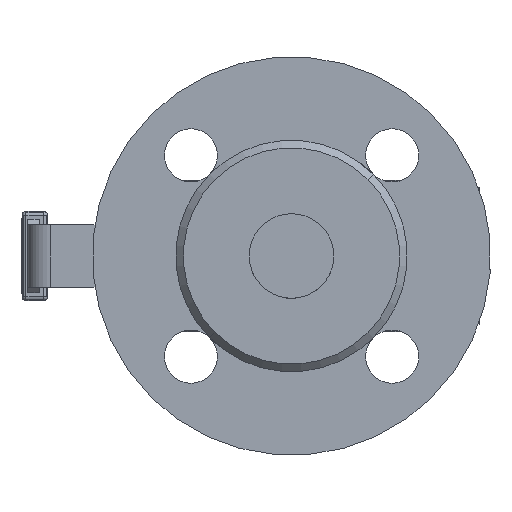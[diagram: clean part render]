
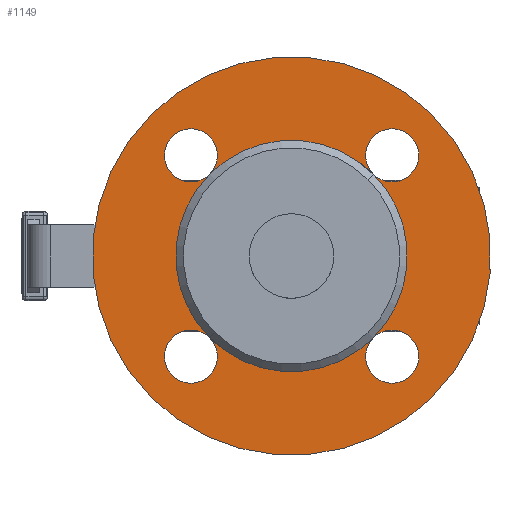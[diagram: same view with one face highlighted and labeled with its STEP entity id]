
A CAD part, left-side view. The second image highlights one B-rep face of the part: STEP entity #1149.
In plain terms, the highlighted planar face has unit normal (-1, 0, 0).
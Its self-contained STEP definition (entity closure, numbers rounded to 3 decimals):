
#1149=ADVANCED_FACE('',(#2331,#2332),#2333,.T.);
#2331=FACE_OUTER_BOUND('',#3596,.T.);
#2332=FACE_BOUND('',#3597,.T.);
#2333=PLANE('',#3598);
#3596=EDGE_LOOP('',(#6953,#6954));
#3597=EDGE_LOOP('',(#6955,#6956,#6957,#6958,#6959,#6960,#6961,#6962,#6963,#6964,#6965,#6966,#6967,#6968));
#3598=AXIS2_PLACEMENT_3D('',#6969,#6970,#6971);
#6953=ORIENTED_EDGE('',*,*,#7090,.F.);
#6954=ORIENTED_EDGE('',*,*,#8338,.F.);
#6955=ORIENTED_EDGE('',*,*,#7087,.T.);
#6956=ORIENTED_EDGE('',*,*,#8335,.T.);
#6957=ORIENTED_EDGE('',*,*,#7095,.T.);
#6958=ORIENTED_EDGE('',*,*,#8336,.T.);
#6959=ORIENTED_EDGE('',*,*,#7086,.T.);
#6960=ORIENTED_EDGE('',*,*,#7100,.T.);
#6961=ORIENTED_EDGE('',*,*,#8333,.T.);
#6962=ORIENTED_EDGE('',*,*,#8340,.T.);
#6963=ORIENTED_EDGE('',*,*,#7105,.T.);
#6964=ORIENTED_EDGE('',*,*,#8331,.T.);
#6965=ORIENTED_EDGE('',*,*,#7106,.T.);
#6966=ORIENTED_EDGE('',*,*,#8341,.T.);
#6967=ORIENTED_EDGE('',*,*,#8329,.T.);
#6968=ORIENTED_EDGE('',*,*,#7111,.T.);
#6969=CARTESIAN_POINT('',(-80.,29.345,-29.345));
#6970=DIRECTION('',(-1.0,0.,0.));
#6971=DIRECTION('',(0.,1.0,0.0));
#7086=EDGE_CURVE('',#8471,#8469,#8472,.T.);
#7087=EDGE_CURVE('',#8465,#8471,#8473,.T.);
#7090=EDGE_CURVE('',#8475,#8478,#8479,.T.);
#7095=EDGE_CURVE('',#8487,#8484,#8488,.T.);
#7100=EDGE_CURVE('',#8469,#8493,#8496,.T.);
#7105=EDGE_CURVE('',#8504,#8501,#8505,.T.);
#7106=EDGE_CURVE('',#8506,#8504,#8507,.T.);
#7111=EDGE_CURVE('',#8514,#8465,#8515,.T.);
#8329=EDGE_CURVE('',#8465,#8514,#10313,.T.);
#8331=EDGE_CURVE('',#8501,#8506,#10315,.T.);
#8333=EDGE_CURVE('',#8493,#8469,#10317,.T.);
#8335=EDGE_CURVE('',#8471,#8487,#10319,.T.);
#8336=EDGE_CURVE('',#8484,#8471,#10320,.T.);
#8338=EDGE_CURVE('',#8478,#8475,#10322,.T.);
#8340=EDGE_CURVE('',#8469,#8504,#10324,.T.);
#8341=EDGE_CURVE('',#8504,#8465,#10325,.T.);
#8465=VERTEX_POINT('',#10641);
#8469=VERTEX_POINT('',#10646);
#8471=VERTEX_POINT('',#10649);
#8472=CIRCLE('',#10650,30.5);
#8473=CIRCLE('',#10651,30.5);
#8475=VERTEX_POINT('',#10653);
#8478=VERTEX_POINT('',#10657);
#8479=CIRCLE('',#10658,52.5);
#8484=VERTEX_POINT('',#10664);
#8487=VERTEX_POINT('',#10668);
#8488=CIRCLE('',#10669,7.0);
#8493=VERTEX_POINT('',#10675);
#8496=CIRCLE('',#10679,7.0);
#8501=VERTEX_POINT('',#10685);
#8504=VERTEX_POINT('',#10689);
#8505=CIRCLE('',#10690,7.0);
#8506=VERTEX_POINT('',#10691);
#8507=CIRCLE('',#10692,7.0);
#8514=VERTEX_POINT('',#10701);
#8515=CIRCLE('',#10702,7.0);
#10313=CIRCLE('',#13602,7.0);
#10315=CIRCLE('',#13604,7.0);
#10317=CIRCLE('',#13606,7.0);
#10319=CIRCLE('',#13608,7.0);
#10320=CIRCLE('',#13609,7.0);
#10322=CIRCLE('',#13611,52.5);
#10324=CIRCLE('',#13613,30.5);
#10325=CIRCLE('',#13614,30.5);
#10641=CARTESIAN_POINT('',(-80.,21.567,-21.567));
#10646=CARTESIAN_POINT('',(-80.,-21.567,21.567));
#10649=CARTESIAN_POINT('',(-80.,21.567,21.567));
#10650=AXIS2_PLACEMENT_3D('',#13734,#13735,#13736);
#10651=AXIS2_PLACEMENT_3D('',#13737,#13738,#13739);
#10653=CARTESIAN_POINT('',(-80.0,37.123,-37.123));
#10657=CARTESIAN_POINT('',(-80.,-37.123,37.123));
#10658=AXIS2_PLACEMENT_3D('',#13741,#13742,#13743);
#10664=CARTESIAN_POINT('',(-80.,21.567,31.466));
#10668=CARTESIAN_POINT('',(-80.,31.466,21.567));
#10669=AXIS2_PLACEMENT_3D('',#13749,#13750,#13751);
#10675=CARTESIAN_POINT('',(-80.,-31.466,31.466));
#10679=AXIS2_PLACEMENT_3D('',#13757,#13758,#13759);
#10685=CARTESIAN_POINT('',(-80.,-31.466,-21.567));
#10689=CARTESIAN_POINT('',(-80.,-21.567,-21.567));
#10690=AXIS2_PLACEMENT_3D('',#13765,#13766,#13767);
#10691=CARTESIAN_POINT('',(-80.,-21.567,-31.466));
#10692=AXIS2_PLACEMENT_3D('',#13768,#13769,#13770);
#10701=CARTESIAN_POINT('',(-80.,31.466,-31.466));
#10702=AXIS2_PLACEMENT_3D('',#13776,#13777,#13778);
#13602=AXIS2_PLACEMENT_3D('',#15008,#15009,#15010);
#13604=AXIS2_PLACEMENT_3D('',#15011,#15012,#15013);
#13606=AXIS2_PLACEMENT_3D('',#15014,#15015,#15016);
#13608=AXIS2_PLACEMENT_3D('',#15017,#15018,#15019);
#13609=AXIS2_PLACEMENT_3D('',#15020,#15021,#15022);
#13611=AXIS2_PLACEMENT_3D('',#15023,#15024,#15025);
#13613=AXIS2_PLACEMENT_3D('',#15026,#15027,#15028);
#13614=AXIS2_PLACEMENT_3D('',#15029,#15030,#15031);
#13734=CARTESIAN_POINT('',(-80.,0.,0.));
#13735=DIRECTION('',(1.0,0.,0.));
#13736=DIRECTION('',(0.,0.707,-0.707));
#13737=CARTESIAN_POINT('',(-80.,0.,0.));
#13738=DIRECTION('',(1.0,0.,0.));
#13739=DIRECTION('',(0.,0.707,-0.707));
#13741=CARTESIAN_POINT('',(-80.,0.,0.));
#13742=DIRECTION('',(1.0,0.,0.));
#13743=DIRECTION('',(0.,0.707,-0.707));
#13749=CARTESIAN_POINT('',(-80.,26.517,26.517));
#13750=DIRECTION('',(1.0,0.,0.));
#13751=DIRECTION('',(0.,-0.707,0.707));
#13757=CARTESIAN_POINT('',(-80.,-26.517,26.517));
#13758=DIRECTION('',(1.0,0.,0.));
#13759=DIRECTION('',(0.,-0.707,0.707));
#13765=CARTESIAN_POINT('',(-80.,-26.517,-26.517));
#13766=DIRECTION('',(1.0,0.,0.));
#13767=DIRECTION('',(0.,-0.707,0.707));
#13768=CARTESIAN_POINT('',(-80.,-26.517,-26.517));
#13769=DIRECTION('',(1.0,0.,0.));
#13770=DIRECTION('',(0.,-0.707,0.707));
#13776=CARTESIAN_POINT('',(-80.,26.517,-26.517));
#13777=DIRECTION('',(1.0,0.,0.));
#13778=DIRECTION('',(0.,-0.707,0.707));
#15008=CARTESIAN_POINT('',(-80.,26.517,-26.517));
#15009=DIRECTION('',(1.0,0.,0.));
#15010=DIRECTION('',(0.,-0.707,0.707));
#15011=CARTESIAN_POINT('',(-80.,-26.517,-26.517));
#15012=DIRECTION('',(1.0,0.,0.));
#15013=DIRECTION('',(0.,-0.707,0.707));
#15014=CARTESIAN_POINT('',(-80.,-26.517,26.517));
#15015=DIRECTION('',(1.0,0.,0.));
#15016=DIRECTION('',(0.,-0.707,0.707));
#15017=CARTESIAN_POINT('',(-80.,26.517,26.517));
#15018=DIRECTION('',(1.0,0.,0.));
#15019=DIRECTION('',(0.,-0.707,0.707));
#15020=CARTESIAN_POINT('',(-80.,26.517,26.517));
#15021=DIRECTION('',(1.0,0.,0.));
#15022=DIRECTION('',(0.,-0.707,0.707));
#15023=CARTESIAN_POINT('',(-80.,0.,0.));
#15024=DIRECTION('',(1.0,0.,0.));
#15025=DIRECTION('',(0.,0.707,-0.707));
#15026=CARTESIAN_POINT('',(-80.,0.,0.));
#15027=DIRECTION('',(1.0,0.,0.));
#15028=DIRECTION('',(0.,0.707,-0.707));
#15029=CARTESIAN_POINT('',(-80.,0.,0.));
#15030=DIRECTION('',(1.0,0.,0.));
#15031=DIRECTION('',(0.,0.707,-0.707));
